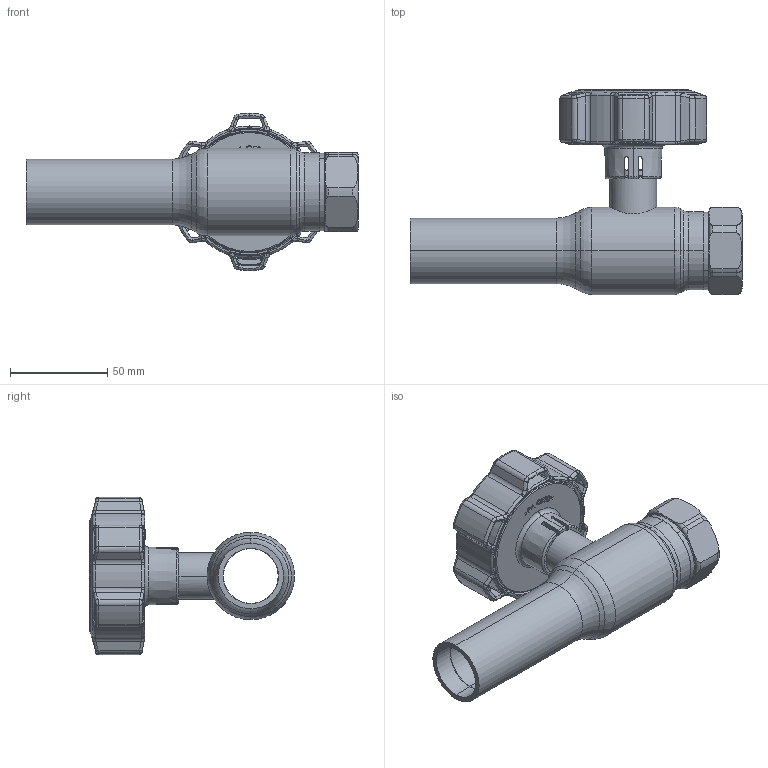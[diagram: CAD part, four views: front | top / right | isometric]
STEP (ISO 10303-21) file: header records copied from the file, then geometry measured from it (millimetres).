
FILE_DESCRIPTION (( 'STEP AP214' ), '1' );
FILE_NAME ('1025003600-2201.step', '2023-09-18T09:35:50', ( '' ), ( '' ), 'SwSTEP 2.0', 'SolidWorks 2021', '' );
FILE_SCHEMA (( 'AUTOMOTIVE_DESIGN' ));
Length unit declared in the file: millimetre
Products named in the file (1): 1025003600-2201
Bounding box: 171 x 105.6 x 81 mm (x, y, z)
Surface area: 58924.4 mm2 (no closed solid volume)
Topology: 0 solids, 11 shells, 559 faces, 1617 edges, 1044 vertices
Faces by surface type: bspline 179, cylinder 140, plane 107, cone 69, torus 64
Entity records: 34792 total; most frequent: CARTESIAN_POINT 15815, ORIENTED_EDGE 2864, DIRECTION 2167, EDGE_CURVE 1617, VERTEX_POINT 1044, AXIS2_PLACEMENT_3D 849, B_SPLINE_CURVE_WITH_KNOTS 638, EDGE_LOOP 588
